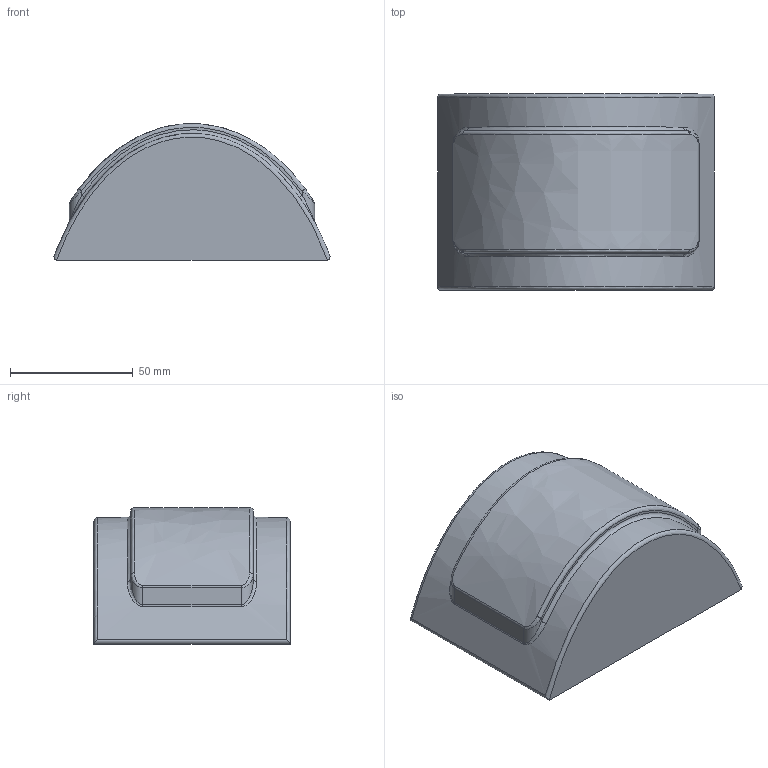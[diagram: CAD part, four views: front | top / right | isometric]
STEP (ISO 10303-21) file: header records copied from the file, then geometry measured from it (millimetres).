
FILE_DESCRIPTION( ( '' ), ' ' );
FILE_NAME( '5eef642da3b92d140fbc1c7d.step', '2020-06-21T13:44:14', ( '' ), ( '' ), ' ', ' ', ' ' );
FILE_SCHEMA( ( 'AUTOMOTIVE_DESIGN { 1 0 10303 214 1 1 1 1 }' ) );
Length unit declared in the file: metre
Products named in the file (1): clear_panel_2
Bounding box: 112.61 x 80 x 55.8 mm (x, y, z)
Volume: 360640.5 mm3; surface area: 31353.4 mm2
Topology: 1 solids, 1 shells, 33 faces, 74 edges, 44 vertices
Faces by surface type: bspline 14, cylinder 10, plane 7, extrusion 2
Entity records: 7517 total; most frequent: CARTESIAN_POINT 6606, ORIENTED_EDGE 148, DIRECTION 102, EDGE_CURVE 74, VERTEX_POINT 44, AXIS2_PLACEMENT_3D 39, EDGE_LOOP 34, STYLED_ITEM 33
